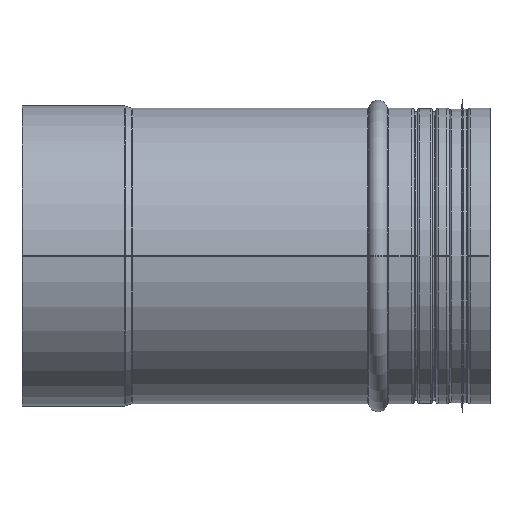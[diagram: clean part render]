
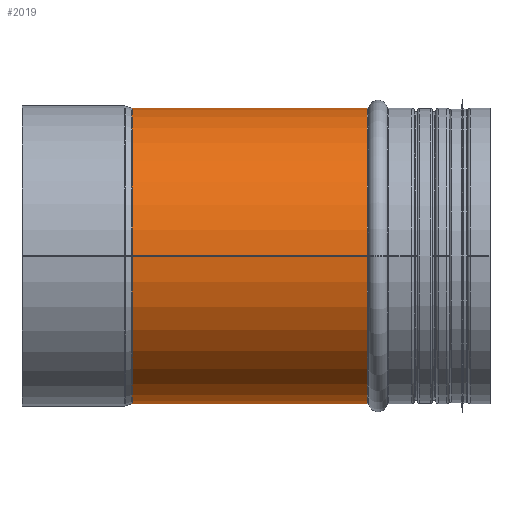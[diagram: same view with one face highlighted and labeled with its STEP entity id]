
A CAD part, left-side view. The second image highlights one B-rep face of the part: STEP entity #2019.
In plain terms, the highlighted cylindrical face has radius 101 mm (diameter 202 mm), a partial arc.
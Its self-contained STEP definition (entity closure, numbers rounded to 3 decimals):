
#175=CIRCLE('',#2245,101.);
#176=CIRCLE('',#2247,101.);
#262=LINE('',#3240,#380);
#279=LINE('',#3291,#397);
#380=VECTOR('',#2491,160.859);
#397=VECTOR('',#2540,160.859);
#531=FACE_BOUND('',#780,.T.);
#638=FACE_OUTER_BOUND('',#779,.T.);
#779=EDGE_LOOP('',(#1580,#1581,#1582,#1583));
#780=EDGE_LOOP('',(#1584));
#870=B_SPLINE_CURVE_WITH_KNOTS('',3,(#3087,#3088,#3089,#3090,#3091,#3092,
#3093,#3094,#3095,#3096,#3097,#3098,#3099,#3100,#3101,#3102,#3103,#3104,
#3105,#3106,#3107,#3108,#3109,#3110,#3111,#3112,#3113,#3114,#3115,#3116,
#3117,#3118,#3119,#3120),.UNSPECIFIED.,.T.,.F.,(4,2,2,2,2,2,2,2,2,2,2,2,
2,2,2,2,4),(0.,0.509,1.018,1.528,2.037,
2.546,3.055,3.564,4.073,4.583,
5.092,5.601,6.11,6.619,7.129,
7.638,8.147),.UNSPECIFIED.);
#872=VERTEX_POINT('',#3086);
#911=VERTEX_POINT('',#3233);
#913=VERTEX_POINT('',#3239);
#929=VERTEX_POINT('',#3284);
#931=VERTEX_POINT('',#3290);
#1018=EDGE_CURVE('',#872,#872,#870,.T.);
#1077=EDGE_CURVE('',#913,#911,#262,.T.);
#1102=EDGE_CURVE('',#929,#931,#279,.T.);
#1197=EDGE_CURVE('',#929,#913,#175,.T.);
#1198=EDGE_CURVE('',#931,#911,#176,.T.);
#1580=ORIENTED_EDGE('',*,*,#1077,.T.);
#1581=ORIENTED_EDGE('',*,*,#1198,.F.);
#1582=ORIENTED_EDGE('',*,*,#1102,.F.);
#1583=ORIENTED_EDGE('',*,*,#1197,.T.);
#1584=ORIENTED_EDGE('',*,*,#1018,.T.);
#1781=CYLINDRICAL_SURFACE('',#2246,101.);
#2019=ADVANCED_FACE('',(#638,#531),#1781,.T.);
#2245=AXIS2_PLACEMENT_3D('',#3478,#2784,#2785);
#2246=AXIS2_PLACEMENT_3D('',#3479,#2786,#2787);
#2247=AXIS2_PLACEMENT_3D('',#3480,#2788,#2789);
#2491=DIRECTION('',(0.,-1.,0.));
#2540=DIRECTION('',(0.,-1.,0.));
#2784=DIRECTION('center_axis',(0.,-1.,0.));
#2785=DIRECTION('ref_axis',(-1.,0.,0.));
#2786=DIRECTION('center_axis',(0.,-1.,0.));
#2787=DIRECTION('ref_axis',(-1.,0.,0.));
#2788=DIRECTION('center_axis',(0.,-1.,0.));
#2789=DIRECTION('ref_axis',(-1.,0.,0.));
#3086=CARTESIAN_POINT('',(100.094,195.,13.5));
#3087=CARTESIAN_POINT('Ctrl Pts',(100.094,195.,13.5));
#3088=CARTESIAN_POINT('Ctrl Pts',(100.094,196.697,13.5));
#3089=CARTESIAN_POINT('Ctrl Pts',(100.141,198.506,13.16));
#3090=CARTESIAN_POINT('Ctrl Pts',(100.313,201.832,11.782));
#3091=CARTESIAN_POINT('Ctrl Pts',(100.434,203.348,10.743));
#3092=CARTESIAN_POINT('Ctrl Pts',(100.662,205.743,8.348));
#3093=CARTESIAN_POINT('Ctrl Pts',(100.782,206.782,6.832));
#3094=CARTESIAN_POINT('Ctrl Pts',(100.953,208.16,3.506));
#3095=CARTESIAN_POINT('Ctrl Pts',(101.,208.5,1.697));
#3096=CARTESIAN_POINT('Ctrl Pts',(101.,208.5,-1.697));
#3097=CARTESIAN_POINT('Ctrl Pts',(100.953,208.16,-3.506));
#3098=CARTESIAN_POINT('Ctrl Pts',(100.782,206.782,-6.832));
#3099=CARTESIAN_POINT('Ctrl Pts',(100.662,205.743,-8.348));
#3100=CARTESIAN_POINT('Ctrl Pts',(100.434,203.348,-10.743));
#3101=CARTESIAN_POINT('Ctrl Pts',(100.313,201.832,-11.782));
#3102=CARTESIAN_POINT('Ctrl Pts',(100.141,198.506,-13.16));
#3103=CARTESIAN_POINT('Ctrl Pts',(100.094,196.697,-13.5));
#3104=CARTESIAN_POINT('Ctrl Pts',(100.094,193.303,-13.5));
#3105=CARTESIAN_POINT('Ctrl Pts',(100.141,191.494,-13.16));
#3106=CARTESIAN_POINT('Ctrl Pts',(100.313,188.168,-11.782));
#3107=CARTESIAN_POINT('Ctrl Pts',(100.434,186.652,-10.743));
#3108=CARTESIAN_POINT('Ctrl Pts',(100.662,184.257,-8.348));
#3109=CARTESIAN_POINT('Ctrl Pts',(100.782,183.218,-6.832));
#3110=CARTESIAN_POINT('Ctrl Pts',(100.953,181.84,-3.506));
#3111=CARTESIAN_POINT('Ctrl Pts',(101.,181.5,-1.697));
#3112=CARTESIAN_POINT('Ctrl Pts',(101.,181.5,1.697));
#3113=CARTESIAN_POINT('Ctrl Pts',(100.953,181.84,3.506));
#3114=CARTESIAN_POINT('Ctrl Pts',(100.782,183.218,6.832));
#3115=CARTESIAN_POINT('Ctrl Pts',(100.662,184.257,8.348));
#3116=CARTESIAN_POINT('Ctrl Pts',(100.434,186.652,10.743));
#3117=CARTESIAN_POINT('Ctrl Pts',(100.313,188.168,11.782));
#3118=CARTESIAN_POINT('Ctrl Pts',(100.141,191.494,13.16));
#3119=CARTESIAN_POINT('Ctrl Pts',(100.094,193.303,13.5));
#3120=CARTESIAN_POINT('Ctrl Pts',(100.094,195.,13.5));
#3233=CARTESIAN_POINT('',(-101.,83.828,0.176));
#3239=CARTESIAN_POINT('',(-101.,244.688,0.176));
#3240=CARTESIAN_POINT('',(-101.,244.688,0.176));
#3284=CARTESIAN_POINT('',(-101.,244.688,0.));
#3290=CARTESIAN_POINT('',(-101.,83.828,0.));
#3291=CARTESIAN_POINT('',(-101.,244.688,0.));
#3478=CARTESIAN_POINT('Origin',(0.,244.688,0.));
#3479=CARTESIAN_POINT('Origin',(0.,155.162,0.));
#3480=CARTESIAN_POINT('Origin',(0.,83.828,0.));
